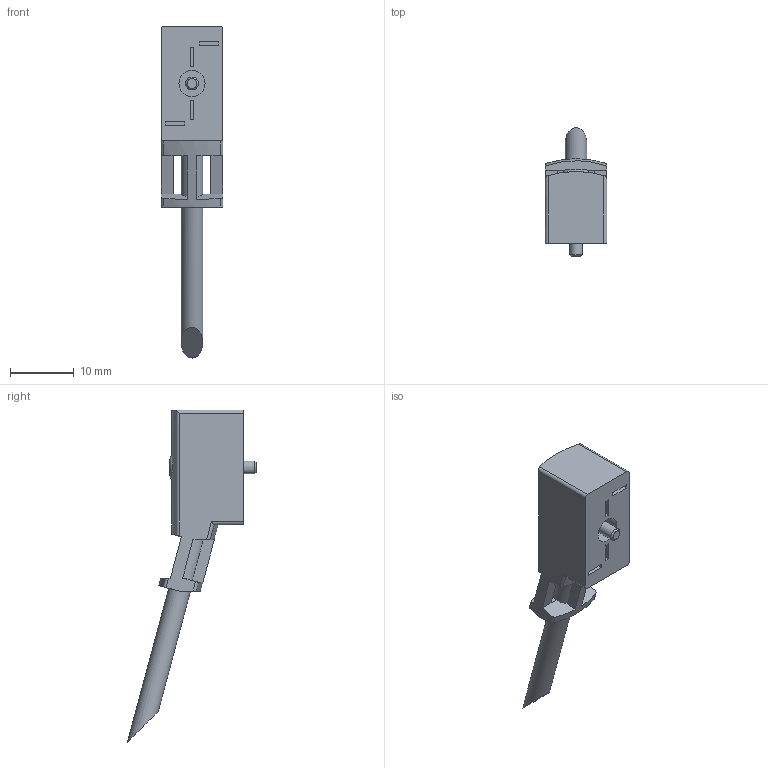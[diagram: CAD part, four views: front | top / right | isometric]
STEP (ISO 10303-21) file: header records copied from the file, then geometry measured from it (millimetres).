
FILE_DESCRIPTION(/* description */ ('STEP AP214'),/* implementation_level */ '2;1');
FILE_NAME(/* name */ '34997_KMYZ-2-24-25-LED',/* time_stamp */ '2024-08-29T17:49:33+02:00',/* author */ ('License CC BY-ND 4.0'),/* organization */ ('CADENAS'),/* preprocessor_version */ 'ST-DEVELOPER v19.3',/* originating_system */ 'PARTsolutions',/* authorisation */ ' ');
FILE_SCHEMA (('AUTOMOTIVE_DESIGN {1 0 10303 214 3 1 1}'));
Length unit declared in the file: millimetre
Products named in the file (1): 34997 KMYZ-2-24-2,5-LED
Bounding box: 9.7 x 20.19 x 51.97 mm (x, y, z)
Volume: 2393.5 mm3; surface area: 1837.2 mm2
Topology: 1 solids, 1 shells, 84 faces, 222 edges, 143 vertices
Faces by surface type: plane 61, cylinder 20, sphere 1, cone 1, torus 1
Full cylindrical faces by diameter (mm): 2 x1, 3.4 x1, 4 x1, 4.1 x1
Entity records: 2585 total; most frequent: CARTESIAN_POINT 461, DIRECTION 440, ORIENTED_EDGE 426, EDGE_CURVE 213, AXIS2_PLACEMENT_3D 147, LINE 146, VECTOR 146, VERTEX_POINT 141
